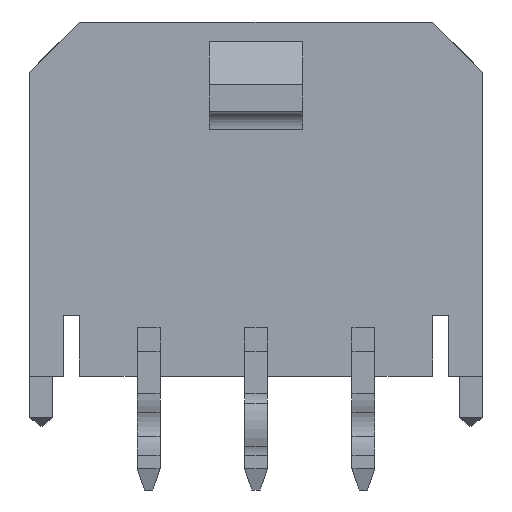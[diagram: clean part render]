
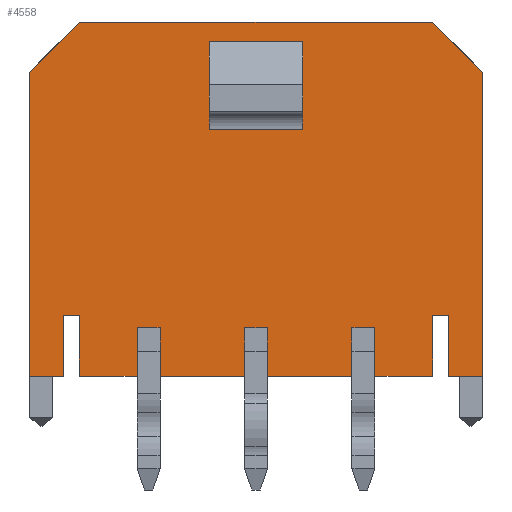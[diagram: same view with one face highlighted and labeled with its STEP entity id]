
A CAD part, front view. The second image highlights one B-rep face of the part: STEP entity #4558.
In plain terms, the highlighted planar face has unit normal (0, -1, 0).
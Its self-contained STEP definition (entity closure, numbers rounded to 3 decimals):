
#126=FACE_OUTER_BOUND('',#380,.T.);
#380=EDGE_LOOP('',(#3162,#3163,#3164,#3165,#3166,#3167,#3168,#3169,#3170,
#3171,#3172,#3173,#3174,#3175,#3176,#3177,#3178,#3179,#3180,#3181,#3182,
#3183,#3184,#3185,#3186,#3187));
#637=LINE('',#6380,#1253);
#677=LINE('',#6460,#1293);
#756=LINE('',#6625,#1372);
#771=LINE('',#6655,#1387);
#782=LINE('',#6676,#1398);
#789=LINE('',#6691,#1405);
#790=LINE('',#6693,#1406);
#791=LINE('',#6695,#1407);
#792=LINE('',#6697,#1408);
#793=LINE('',#6699,#1409);
#794=LINE('',#6701,#1410);
#795=LINE('',#6703,#1411);
#796=LINE('',#6705,#1412);
#797=LINE('',#6707,#1413);
#798=LINE('',#6709,#1414);
#799=LINE('',#6711,#1415);
#800=LINE('',#6713,#1416);
#801=LINE('',#6714,#1417);
#802=LINE('',#6715,#1418);
#803=LINE('',#6717,#1419);
#804=LINE('',#6719,#1420);
#805=LINE('',#6721,#1421);
#806=LINE('',#6723,#1422);
#807=LINE('',#6724,#1423);
#808=LINE('',#6726,#1424);
#809=LINE('',#6727,#1425);
#1253=VECTOR('',#5153,9.85);
#1293=VECTOR('',#5203,8.5);
#1372=VECTOR('',#5332,1.35);
#1387=VECTOR('',#5351,0.64);
#1398=VECTOR('',#5366,1.35);
#1405=VECTOR('',#5377,0.64);
#1406=VECTOR('',#5378,1.35);
#1407=VECTOR('',#5379,2.36);
#1408=VECTOR('',#5380,1.35);
#1409=VECTOR('',#5381,0.64);
#1410=VECTOR('',#5382,1.35);
#1411=VECTOR('',#5383,1.62);
#1412=VECTOR('',#5384,1.7);
#1413=VECTOR('',#5385,0.45);
#1414=VECTOR('',#5386,1.7);
#1415=VECTOR('',#5387,0.935);
#1416=VECTOR('',#5388,8.5);
#1417=VECTOR('',#5389,1.98);
#1418=VECTOR('',#5390,1.98);
#1419=VECTOR('',#5391,0.935);
#1420=VECTOR('',#5392,1.7);
#1421=VECTOR('',#5393,0.45);
#1422=VECTOR('',#5394,1.7);
#1423=VECTOR('',#5395,1.62);
#1424=VECTOR('',#5396,2.36);
#1425=VECTOR('',#5397,1.35);
#1868=VERTEX_POINT('',#6377);
#1869=VERTEX_POINT('',#6379);
#1903=VERTEX_POINT('',#6457);
#1904=VERTEX_POINT('',#6459);
#1963=VERTEX_POINT('',#6621);
#1965=VERTEX_POINT('',#6624);
#1977=VERTEX_POINT('',#6652);
#1986=VERTEX_POINT('',#6674);
#1991=VERTEX_POINT('',#6689);
#1992=VERTEX_POINT('',#6690);
#1993=VERTEX_POINT('',#6692);
#1994=VERTEX_POINT('',#6694);
#1995=VERTEX_POINT('',#6696);
#1996=VERTEX_POINT('',#6698);
#1997=VERTEX_POINT('',#6700);
#1998=VERTEX_POINT('',#6702);
#1999=VERTEX_POINT('',#6704);
#2000=VERTEX_POINT('',#6706);
#2001=VERTEX_POINT('',#6708);
#2002=VERTEX_POINT('',#6710);
#2003=VERTEX_POINT('',#6712);
#2004=VERTEX_POINT('',#6716);
#2005=VERTEX_POINT('',#6718);
#2006=VERTEX_POINT('',#6720);
#2007=VERTEX_POINT('',#6722);
#2008=VERTEX_POINT('',#6725);
#2293=EDGE_CURVE('',#1869,#1868,#637,.T.);
#2333=EDGE_CURVE('',#1903,#1904,#677,.T.);
#2412=EDGE_CURVE('',#1965,#1963,#756,.T.);
#2427=EDGE_CURVE('',#1977,#1963,#771,.T.);
#2438=EDGE_CURVE('',#1986,#1977,#782,.T.);
#2445=EDGE_CURVE('',#1991,#1992,#789,.T.);
#2446=EDGE_CURVE('',#1993,#1991,#790,.T.);
#2447=EDGE_CURVE('',#1994,#1993,#791,.T.);
#2448=EDGE_CURVE('',#1994,#1995,#792,.T.);
#2449=EDGE_CURVE('',#1996,#1995,#793,.T.);
#2450=EDGE_CURVE('',#1997,#1996,#794,.T.);
#2451=EDGE_CURVE('',#1998,#1997,#795,.T.);
#2452=EDGE_CURVE('',#1998,#1999,#796,.T.);
#2453=EDGE_CURVE('',#2000,#1999,#797,.T.);
#2454=EDGE_CURVE('',#2001,#2000,#798,.T.);
#2455=EDGE_CURVE('',#2002,#2001,#799,.T.);
#2456=EDGE_CURVE('',#2002,#2003,#800,.T.);
#2457=EDGE_CURVE('',#2003,#1869,#801,.T.);
#2458=EDGE_CURVE('',#1868,#1904,#802,.T.);
#2459=EDGE_CURVE('',#2004,#1903,#803,.T.);
#2460=EDGE_CURVE('',#2004,#2005,#804,.T.);
#2461=EDGE_CURVE('',#2006,#2005,#805,.T.);
#2462=EDGE_CURVE('',#2007,#2006,#806,.T.);
#2463=EDGE_CURVE('',#1965,#2007,#807,.T.);
#2464=EDGE_CURVE('',#2008,#1986,#808,.T.);
#2465=EDGE_CURVE('',#2008,#1992,#809,.T.);
#3162=ORIENTED_EDGE('',*,*,#2445,.F.);
#3163=ORIENTED_EDGE('',*,*,#2446,.F.);
#3164=ORIENTED_EDGE('',*,*,#2447,.F.);
#3165=ORIENTED_EDGE('',*,*,#2448,.T.);
#3166=ORIENTED_EDGE('',*,*,#2449,.F.);
#3167=ORIENTED_EDGE('',*,*,#2450,.F.);
#3168=ORIENTED_EDGE('',*,*,#2451,.F.);
#3169=ORIENTED_EDGE('',*,*,#2452,.T.);
#3170=ORIENTED_EDGE('',*,*,#2453,.F.);
#3171=ORIENTED_EDGE('',*,*,#2454,.F.);
#3172=ORIENTED_EDGE('',*,*,#2455,.F.);
#3173=ORIENTED_EDGE('',*,*,#2456,.T.);
#3174=ORIENTED_EDGE('',*,*,#2457,.T.);
#3175=ORIENTED_EDGE('',*,*,#2293,.T.);
#3176=ORIENTED_EDGE('',*,*,#2458,.T.);
#3177=ORIENTED_EDGE('',*,*,#2333,.F.);
#3178=ORIENTED_EDGE('',*,*,#2459,.F.);
#3179=ORIENTED_EDGE('',*,*,#2460,.T.);
#3180=ORIENTED_EDGE('',*,*,#2461,.F.);
#3181=ORIENTED_EDGE('',*,*,#2462,.F.);
#3182=ORIENTED_EDGE('',*,*,#2463,.F.);
#3183=ORIENTED_EDGE('',*,*,#2412,.T.);
#3184=ORIENTED_EDGE('',*,*,#2427,.F.);
#3185=ORIENTED_EDGE('',*,*,#2438,.F.);
#3186=ORIENTED_EDGE('',*,*,#2464,.F.);
#3187=ORIENTED_EDGE('',*,*,#2465,.T.);
#4239=PLANE('',#4826);
#4558=ADVANCED_FACE('',(#126),#4239,.T.);
#4826=AXIS2_PLACEMENT_3D('',#6688,#5375,#5376);
#5153=DIRECTION('',(-1.,0.,0.));
#5203=DIRECTION('',(0.,0.,1.));
#5332=DIRECTION('',(0.,0.,1.));
#5351=DIRECTION('',(-1.,0.,0.));
#5366=DIRECTION('',(0.,0.,1.));
#5375=DIRECTION('center_axis',(0.,-1.,0.));
#5376=DIRECTION('ref_axis',(0.,0.,1.));
#5377=DIRECTION('',(-1.,0.,0.));
#5378=DIRECTION('',(0.,0.,1.));
#5379=DIRECTION('',(-1.,0.,0.));
#5380=DIRECTION('',(0.,0.,1.));
#5381=DIRECTION('',(-1.,0.,0.));
#5382=DIRECTION('',(0.,0.,1.));
#5383=DIRECTION('',(-1.,0.,0.));
#5384=DIRECTION('',(0.,0.,1.));
#5385=DIRECTION('',(-1.,0.,0.));
#5386=DIRECTION('',(0.,0.,1.));
#5387=DIRECTION('',(-1.,0.,0.));
#5388=DIRECTION('',(0.,0.,1.));
#5389=DIRECTION('',(-0.707,0.,0.707));
#5390=DIRECTION('',(-0.707,0.,-0.707));
#5391=DIRECTION('',(-1.,0.,0.));
#5392=DIRECTION('',(0.,0.,1.));
#5393=DIRECTION('',(-1.,0.,0.));
#5394=DIRECTION('',(0.,0.,1.));
#5395=DIRECTION('',(-1.,0.,0.));
#5396=DIRECTION('',(-1.,0.,0.));
#5397=DIRECTION('',(0.,0.,1.));
#6377=CARTESIAN_POINT('',(-1.925,-1.93,9.9));
#6379=CARTESIAN_POINT('',(7.925,-1.93,9.9));
#6380=CARTESIAN_POINT('',(7.925,-1.93,9.9));
#6457=CARTESIAN_POINT('',(-3.325,-1.93,0.));
#6459=CARTESIAN_POINT('',(-3.325,-1.93,8.5));
#6460=CARTESIAN_POINT('',(-3.325,-1.93,0.));
#6621=CARTESIAN_POINT('',(-0.32,-1.93,1.35));
#6624=CARTESIAN_POINT('',(-0.32,-1.93,0.));
#6625=CARTESIAN_POINT('',(-0.32,-1.93,0.));
#6652=CARTESIAN_POINT('',(0.32,-1.93,1.35));
#6655=CARTESIAN_POINT('',(0.32,-1.93,1.35));
#6674=CARTESIAN_POINT('',(0.32,-1.93,0.));
#6676=CARTESIAN_POINT('',(0.32,-1.93,0.));
#6688=CARTESIAN_POINT('Origin',(9.325,-1.93,0.));
#6689=CARTESIAN_POINT('',(3.32,-1.93,1.35));
#6690=CARTESIAN_POINT('',(2.68,-1.93,1.35));
#6691=CARTESIAN_POINT('',(3.32,-1.93,1.35));
#6692=CARTESIAN_POINT('',(3.32,-1.93,0.));
#6693=CARTESIAN_POINT('',(3.32,-1.93,0.));
#6694=CARTESIAN_POINT('',(5.68,-1.93,0.));
#6695=CARTESIAN_POINT('',(5.68,-1.93,0.));
#6696=CARTESIAN_POINT('',(5.68,-1.93,1.35));
#6697=CARTESIAN_POINT('',(5.68,-1.93,0.));
#6698=CARTESIAN_POINT('',(6.32,-1.93,1.35));
#6699=CARTESIAN_POINT('',(6.32,-1.93,1.35));
#6700=CARTESIAN_POINT('',(6.32,-1.93,0.));
#6701=CARTESIAN_POINT('',(6.32,-1.93,0.));
#6702=CARTESIAN_POINT('',(7.94,-1.93,0.));
#6703=CARTESIAN_POINT('',(7.94,-1.93,0.));
#6704=CARTESIAN_POINT('',(7.94,-1.93,1.7));
#6705=CARTESIAN_POINT('',(7.94,-1.93,0.));
#6706=CARTESIAN_POINT('',(8.39,-1.93,1.7));
#6707=CARTESIAN_POINT('',(8.39,-1.93,1.7));
#6708=CARTESIAN_POINT('',(8.39,-1.93,0.));
#6709=CARTESIAN_POINT('',(8.39,-1.93,0.));
#6710=CARTESIAN_POINT('',(9.325,-1.93,0.));
#6711=CARTESIAN_POINT('',(9.325,-1.93,0.));
#6712=CARTESIAN_POINT('',(9.325,-1.93,8.5));
#6713=CARTESIAN_POINT('',(9.325,-1.93,0.));
#6714=CARTESIAN_POINT('',(9.325,-1.93,8.5));
#6715=CARTESIAN_POINT('',(-1.925,-1.93,9.9));
#6716=CARTESIAN_POINT('',(-2.39,-1.93,0.));
#6717=CARTESIAN_POINT('',(-2.39,-1.93,0.));
#6718=CARTESIAN_POINT('',(-2.39,-1.93,1.7));
#6719=CARTESIAN_POINT('',(-2.39,-1.93,0.));
#6720=CARTESIAN_POINT('',(-1.94,-1.93,1.7));
#6721=CARTESIAN_POINT('',(-1.94,-1.93,1.7));
#6722=CARTESIAN_POINT('',(-1.94,-1.93,0.));
#6723=CARTESIAN_POINT('',(-1.94,-1.93,0.));
#6724=CARTESIAN_POINT('',(-0.32,-1.93,0.));
#6725=CARTESIAN_POINT('',(2.68,-1.93,0.));
#6726=CARTESIAN_POINT('',(2.68,-1.93,0.));
#6727=CARTESIAN_POINT('',(2.68,-1.93,0.));
